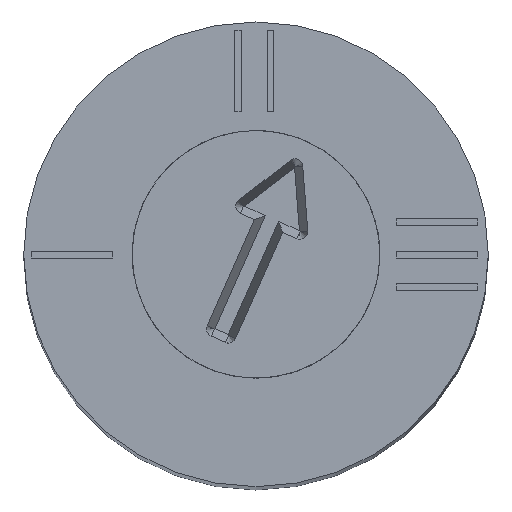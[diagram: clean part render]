
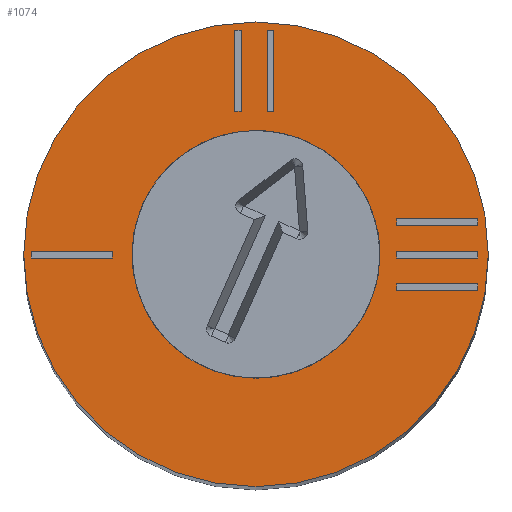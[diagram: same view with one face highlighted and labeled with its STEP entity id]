
A CAD part, top view. The second image highlights one B-rep face of the part: STEP entity #1074.
In plain terms, the highlighted planar face has unit normal (0, 0, 1).
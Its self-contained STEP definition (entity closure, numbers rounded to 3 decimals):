
#33=FACE_BOUND('',#195,.T.);
#34=FACE_BOUND('',#196,.T.);
#35=FACE_BOUND('',#197,.T.);
#36=FACE_BOUND('',#198,.T.);
#37=FACE_BOUND('',#199,.T.);
#38=FACE_BOUND('',#200,.T.);
#39=FACE_BOUND('',#201,.T.);
#60=CIRCLE('',#1197,0.8);
#67=CIRCLE('',#1209,1.5);
#129=FACE_OUTER_BOUND('',#194,.T.);
#194=EDGE_LOOP('',(#865));
#195=EDGE_LOOP('',(#866,#867,#868,#869));
#196=EDGE_LOOP('',(#870,#871,#872,#873));
#197=EDGE_LOOP('',(#874,#875,#876,#877));
#198=EDGE_LOOP('',(#878,#879,#880,#881));
#199=EDGE_LOOP('',(#882,#883,#884,#885));
#200=EDGE_LOOP('',(#886,#887,#888,#889));
#201=EDGE_LOOP('',(#890));
#227=LINE('',#1563,#342);
#230=LINE('',#1569,#345);
#233=LINE('',#1575,#348);
#236=LINE('',#1579,#351);
#239=LINE('',#1588,#354);
#242=LINE('',#1594,#357);
#245=LINE('',#1600,#360);
#248=LINE('',#1604,#363);
#251=LINE('',#1613,#366);
#254=LINE('',#1619,#369);
#257=LINE('',#1625,#372);
#260=LINE('',#1629,#375);
#263=LINE('',#1638,#378);
#266=LINE('',#1644,#381);
#269=LINE('',#1650,#384);
#272=LINE('',#1654,#387);
#275=LINE('',#1663,#390);
#278=LINE('',#1669,#393);
#281=LINE('',#1675,#396);
#284=LINE('',#1679,#399);
#287=LINE('',#1688,#402);
#290=LINE('',#1694,#405);
#293=LINE('',#1700,#408);
#296=LINE('',#1704,#411);
#342=VECTOR('',#1255,10.);
#345=VECTOR('',#1260,10.);
#348=VECTOR('',#1265,10.);
#351=VECTOR('',#1270,10.);
#354=VECTOR('',#1277,10.);
#357=VECTOR('',#1282,10.);
#360=VECTOR('',#1287,10.);
#363=VECTOR('',#1292,10.);
#366=VECTOR('',#1299,10.);
#369=VECTOR('',#1304,10.);
#372=VECTOR('',#1309,10.);
#375=VECTOR('',#1314,10.);
#378=VECTOR('',#1321,10.);
#381=VECTOR('',#1326,10.);
#384=VECTOR('',#1331,10.);
#387=VECTOR('',#1336,10.);
#390=VECTOR('',#1343,10.);
#393=VECTOR('',#1348,10.);
#396=VECTOR('',#1353,10.);
#399=VECTOR('',#1358,10.);
#402=VECTOR('',#1365,10.);
#405=VECTOR('',#1370,10.);
#408=VECTOR('',#1375,10.);
#411=VECTOR('',#1380,10.);
#457=VERTEX_POINT('',#1560);
#458=VERTEX_POINT('',#1562);
#460=VERTEX_POINT('',#1568);
#462=VERTEX_POINT('',#1574);
#465=VERTEX_POINT('',#1585);
#466=VERTEX_POINT('',#1587);
#468=VERTEX_POINT('',#1593);
#470=VERTEX_POINT('',#1599);
#473=VERTEX_POINT('',#1610);
#474=VERTEX_POINT('',#1612);
#476=VERTEX_POINT('',#1618);
#478=VERTEX_POINT('',#1624);
#481=VERTEX_POINT('',#1635);
#482=VERTEX_POINT('',#1637);
#484=VERTEX_POINT('',#1643);
#486=VERTEX_POINT('',#1649);
#489=VERTEX_POINT('',#1660);
#490=VERTEX_POINT('',#1662);
#492=VERTEX_POINT('',#1668);
#494=VERTEX_POINT('',#1674);
#497=VERTEX_POINT('',#1685);
#498=VERTEX_POINT('',#1687);
#500=VERTEX_POINT('',#1693);
#502=VERTEX_POINT('',#1699);
#511=VERTEX_POINT('',#1732);
#518=VERTEX_POINT('',#1755);
#553=EDGE_CURVE('',#458,#457,#227,.T.);
#556=EDGE_CURVE('',#460,#458,#230,.T.);
#559=EDGE_CURVE('',#462,#460,#233,.T.);
#562=EDGE_CURVE('',#457,#462,#236,.T.);
#565=EDGE_CURVE('',#466,#465,#239,.T.);
#568=EDGE_CURVE('',#468,#466,#242,.T.);
#571=EDGE_CURVE('',#470,#468,#245,.T.);
#574=EDGE_CURVE('',#465,#470,#248,.T.);
#577=EDGE_CURVE('',#474,#473,#251,.T.);
#580=EDGE_CURVE('',#476,#474,#254,.T.);
#583=EDGE_CURVE('',#478,#476,#257,.T.);
#586=EDGE_CURVE('',#473,#478,#260,.T.);
#589=EDGE_CURVE('',#482,#481,#263,.T.);
#592=EDGE_CURVE('',#484,#482,#266,.T.);
#595=EDGE_CURVE('',#486,#484,#269,.T.);
#598=EDGE_CURVE('',#481,#486,#272,.T.);
#601=EDGE_CURVE('',#490,#489,#275,.T.);
#604=EDGE_CURVE('',#492,#490,#278,.T.);
#607=EDGE_CURVE('',#494,#492,#281,.T.);
#610=EDGE_CURVE('',#489,#494,#284,.T.);
#613=EDGE_CURVE('',#498,#497,#287,.T.);
#616=EDGE_CURVE('',#500,#498,#290,.T.);
#619=EDGE_CURVE('',#502,#500,#293,.T.);
#622=EDGE_CURVE('',#497,#502,#296,.T.);
#635=EDGE_CURVE('',#511,#511,#60,.T.);
#646=EDGE_CURVE('',#518,#518,#67,.T.);
#865=ORIENTED_EDGE('',*,*,#646,.F.);
#866=ORIENTED_EDGE('',*,*,#553,.T.);
#867=ORIENTED_EDGE('',*,*,#562,.T.);
#868=ORIENTED_EDGE('',*,*,#559,.T.);
#869=ORIENTED_EDGE('',*,*,#556,.T.);
#870=ORIENTED_EDGE('',*,*,#565,.T.);
#871=ORIENTED_EDGE('',*,*,#574,.T.);
#872=ORIENTED_EDGE('',*,*,#571,.T.);
#873=ORIENTED_EDGE('',*,*,#568,.T.);
#874=ORIENTED_EDGE('',*,*,#577,.T.);
#875=ORIENTED_EDGE('',*,*,#586,.T.);
#876=ORIENTED_EDGE('',*,*,#583,.T.);
#877=ORIENTED_EDGE('',*,*,#580,.T.);
#878=ORIENTED_EDGE('',*,*,#589,.T.);
#879=ORIENTED_EDGE('',*,*,#598,.T.);
#880=ORIENTED_EDGE('',*,*,#595,.T.);
#881=ORIENTED_EDGE('',*,*,#592,.T.);
#882=ORIENTED_EDGE('',*,*,#601,.T.);
#883=ORIENTED_EDGE('',*,*,#610,.T.);
#884=ORIENTED_EDGE('',*,*,#607,.T.);
#885=ORIENTED_EDGE('',*,*,#604,.T.);
#886=ORIENTED_EDGE('',*,*,#613,.T.);
#887=ORIENTED_EDGE('',*,*,#622,.T.);
#888=ORIENTED_EDGE('',*,*,#619,.T.);
#889=ORIENTED_EDGE('',*,*,#616,.T.);
#890=ORIENTED_EDGE('',*,*,#635,.T.);
#1021=PLANE('',#1210);
#1074=ADVANCED_FACE('',(#129,#33,#34,#35,#36,#37,#38,#39),#1021,.F.);
#1197=AXIS2_PLACEMENT_3D('',#1733,#1415,#1416);
#1209=AXIS2_PLACEMENT_3D('',#1756,#1443,#1444);
#1210=AXIS2_PLACEMENT_3D('',#1758,#1446,#1447);
#1255=DIRECTION('',(1.,0.,0.));
#1260=DIRECTION('',(0.,1.,0.));
#1265=DIRECTION('',(-1.,0.,0.));
#1270=DIRECTION('',(0.,-1.,0.));
#1277=DIRECTION('',(1.,0.,0.));
#1282=DIRECTION('',(0.,1.,0.));
#1287=DIRECTION('',(-1.,0.,0.));
#1292=DIRECTION('',(0.,-1.,0.));
#1299=DIRECTION('',(1.,0.,0.));
#1304=DIRECTION('',(0.,1.,0.));
#1309=DIRECTION('',(-1.,0.,0.));
#1314=DIRECTION('',(0.,-1.,0.));
#1321=DIRECTION('',(0.,-1.,0.));
#1326=DIRECTION('',(1.,0.,0.));
#1331=DIRECTION('',(0.,1.,0.));
#1336=DIRECTION('',(-1.,0.,0.));
#1343=DIRECTION('',(0.,-1.,0.));
#1348=DIRECTION('',(1.,0.,0.));
#1353=DIRECTION('',(0.,1.,0.));
#1358=DIRECTION('',(-1.,0.,0.));
#1365=DIRECTION('',(1.,0.,0.));
#1370=DIRECTION('',(0.,1.,0.));
#1375=DIRECTION('',(-1.,0.,0.));
#1380=DIRECTION('',(0.,-1.,0.));
#1415=DIRECTION('center_axis',(0.,0.,-1.));
#1416=DIRECTION('ref_axis',(1.,0.,0.));
#1443=DIRECTION('center_axis',(0.,0.,-1.));
#1444=DIRECTION('ref_axis',(-1.,0.,0.));
#1446=DIRECTION('center_axis',(0.,0.,-1.));
#1447=DIRECTION('ref_axis',(-1.,0.,0.));
#1560=CARTESIAN_POINT('',(1.431,0.231,14.));
#1562=CARTESIAN_POINT('',(0.908,0.231,14.));
#1563=CARTESIAN_POINT('',(0.716,0.231,14.));
#1568=CARTESIAN_POINT('',(0.908,0.186,14.));
#1569=CARTESIAN_POINT('',(0.908,0.115,14.));
#1574=CARTESIAN_POINT('',(1.431,0.186,14.));
#1575=CARTESIAN_POINT('',(0.454,0.186,14.));
#1579=CARTESIAN_POINT('',(1.431,0.093,14.));
#1585=CARTESIAN_POINT('',(1.431,0.02,14.));
#1587=CARTESIAN_POINT('',(0.908,0.02,14.));
#1588=CARTESIAN_POINT('',(0.716,0.02,14.));
#1593=CARTESIAN_POINT('',(0.908,-0.024,14.));
#1594=CARTESIAN_POINT('',(0.908,0.01,14.));
#1599=CARTESIAN_POINT('',(1.431,-0.024,14.));
#1600=CARTESIAN_POINT('',(0.454,-0.024,14.));
#1604=CARTESIAN_POINT('',(1.431,-0.012,14.));
#1610=CARTESIAN_POINT('',(1.431,-0.19,14.));
#1612=CARTESIAN_POINT('',(0.908,-0.19,14.));
#1613=CARTESIAN_POINT('',(0.716,-0.19,14.));
#1618=CARTESIAN_POINT('',(0.908,-0.235,14.));
#1619=CARTESIAN_POINT('',(0.908,-0.095,14.));
#1624=CARTESIAN_POINT('',(1.431,-0.235,14.));
#1625=CARTESIAN_POINT('',(0.454,-0.235,14.));
#1629=CARTESIAN_POINT('',(1.431,-0.117,14.));
#1635=CARTESIAN_POINT('',(0.116,0.924,14.));
#1637=CARTESIAN_POINT('',(0.116,1.447,14.));
#1638=CARTESIAN_POINT('',(0.116,0.462,14.));
#1643=CARTESIAN_POINT('',(0.071,1.447,14.));
#1644=CARTESIAN_POINT('',(0.058,1.447,14.));
#1649=CARTESIAN_POINT('',(0.071,0.924,14.));
#1650=CARTESIAN_POINT('',(0.071,0.724,14.));
#1654=CARTESIAN_POINT('',(0.036,0.924,14.));
#1660=CARTESIAN_POINT('',(-0.094,0.924,14.));
#1662=CARTESIAN_POINT('',(-0.094,1.447,14.));
#1663=CARTESIAN_POINT('',(-0.094,0.462,14.));
#1668=CARTESIAN_POINT('',(-0.139,1.447,14.));
#1669=CARTESIAN_POINT('',(-0.047,1.447,14.));
#1674=CARTESIAN_POINT('',(-0.139,0.924,14.));
#1675=CARTESIAN_POINT('',(-0.139,0.724,14.));
#1679=CARTESIAN_POINT('',(-0.07,0.924,14.));
#1685=CARTESIAN_POINT('',(-0.929,0.021,14.));
#1687=CARTESIAN_POINT('',(-1.452,0.021,14.));
#1688=CARTESIAN_POINT('',(-0.465,0.021,14.));
#1693=CARTESIAN_POINT('',(-1.452,-0.024,14.));
#1694=CARTESIAN_POINT('',(-1.452,0.01,14.));
#1699=CARTESIAN_POINT('',(-0.929,-0.024,14.));
#1700=CARTESIAN_POINT('',(-0.726,-0.024,14.));
#1704=CARTESIAN_POINT('',(-0.929,-0.012,14.));
#1732=CARTESIAN_POINT('',(-0.8,0.,14.));
#1733=CARTESIAN_POINT('Origin',(0.,0.,14.));
#1755=CARTESIAN_POINT('',(1.5,0.,14.));
#1756=CARTESIAN_POINT('Origin',(0.,0.,14.));
#1758=CARTESIAN_POINT('Origin',(0.,0.,14.));
